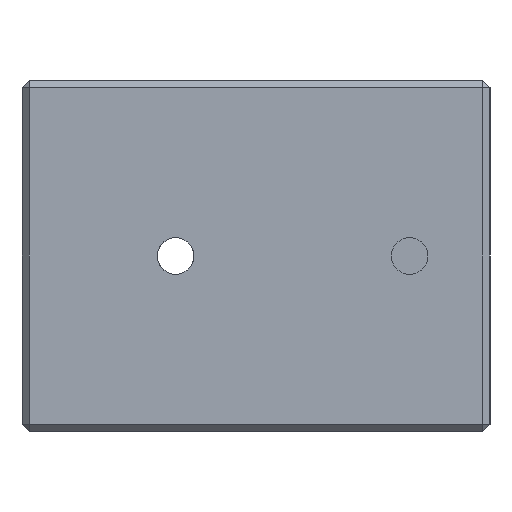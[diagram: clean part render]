
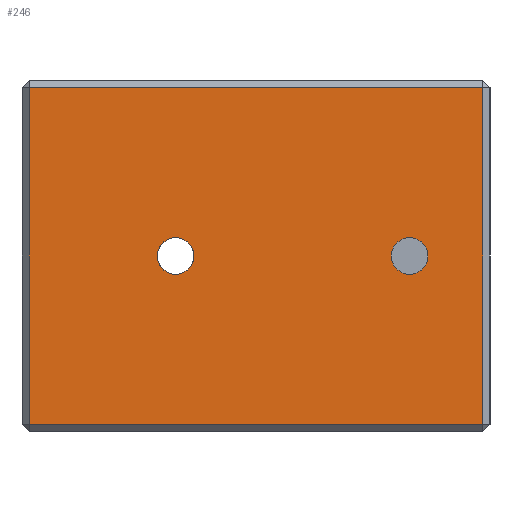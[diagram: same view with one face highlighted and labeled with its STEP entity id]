
A CAD part, left-side view. The second image highlights one B-rep face of the part: STEP entity #246.
In plain terms, the highlighted planar face has unit normal (-1, 0, 0).
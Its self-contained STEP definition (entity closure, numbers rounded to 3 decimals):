
#1 = ORIENTED_EDGE ( 'NONE', *, *, #575, .T. ) ;
#16 = CARTESIAN_POINT ( 'NONE',  ( -29.5, -23.5, 23.5 ) ) ;
#74 = AXIS2_PLACEMENT_3D ( 'NONE', #1317, #2855, #2319 ) ;
#78 = CARTESIAN_POINT ( 'NONE',  ( -29.5, -2.5, 13.25 ) ) ;
#163 = ORIENTED_EDGE ( 'NONE', *, *, #2196, .F. ) ;
#167 = CARTESIAN_POINT ( 'NONE',  ( -29.5, 3., 0. ) ) ;
#200 = DIRECTION ( 'NONE',  ( 0., 0., 1. ) ) ;
#246 = ADVANCED_FACE ( 'NONE', ( #2594, #1634, #964 ), #2665, .T. ) ;
#269 = ORIENTED_EDGE ( 'NONE', *, *, #597, .F. ) ;
#371 = AXIS2_PLACEMENT_3D ( 'NONE', #2885, #2686, #1678 ) ;
#499 = CARTESIAN_POINT ( 'NONE',  ( -29.5, -2.5, 12. ) ) ;
#529 = AXIS2_PLACEMENT_3D ( 'NONE', #499, #1473, #2153 ) ;
#531 = AXIS2_PLACEMENT_3D ( 'NONE', #2116, #2567, #1604 ) ;
#542 = DIRECTION ( 'NONE',  ( 0., 1., 0. ) ) ;
#559 = VERTEX_POINT ( 'NONE', #1696 ) ;
#575 = EDGE_CURVE ( 'NONE', #2057, #1895, #1818, .T. ) ;
#597 = EDGE_CURVE ( 'NONE', #800, #1059, #2187, .T. ) ;
#635 = EDGE_CURVE ( 'NONE', #559, #1539, #1201, .T. ) ;
#800 = VERTEX_POINT ( 'NONE', #1071 ) ;
#849 = EDGE_LOOP ( 'NONE', ( #1508, #269, #163, #2711 ) ) ;
#860 = EDGE_CURVE ( 'NONE', #1895, #2057, #2325, .T. ) ;
#882 = EDGE_CURVE ( 'NONE', #1539, #559, #952, .T. ) ;
#952 = CIRCLE ( 'NONE', #74, 1.25 ) ;
#964 = FACE_OUTER_BOUND ( 'NONE', #849, .T. ) ;
#979 = VERTEX_POINT ( 'NONE', #1705 ) ;
#1050 = VECTOR ( 'NONE', #1756, 1000. ) ;
#1059 = VERTEX_POINT ( 'NONE', #16 ) ;
#1071 = CARTESIAN_POINT ( 'NONE',  ( -29.5, 7.5, 23.5 ) ) ;
#1109 = EDGE_CURVE ( 'NONE', #1059, #979, #2007, .T. ) ;
#1116 = CARTESIAN_POINT ( 'NONE',  ( -29.5, 7.5, 0.5 ) ) ;
#1137 = DIRECTION ( 'NONE',  ( 0., 0., 1. ) ) ;
#1139 = EDGE_LOOP ( 'NONE', ( #1356, #1707 ) ) ;
#1162 = LINE ( 'NONE', #2157, #2593 ) ;
#1201 = CIRCLE ( 'NONE', #371, 1.25 ) ;
#1225 = CARTESIAN_POINT ( 'NONE',  ( -29.5, -5.236, 23.5 ) ) ;
#1317 = CARTESIAN_POINT ( 'NONE',  ( -29.5, -18.5, 12. ) ) ;
#1356 = ORIENTED_EDGE ( 'NONE', *, *, #882, .T. ) ;
#1417 = EDGE_CURVE ( 'NONE', #979, #1453, #2011, .T. ) ;
#1430 = CARTESIAN_POINT ( 'NONE',  ( -29.5, -2.5, 10.75 ) ) ;
#1453 = VERTEX_POINT ( 'NONE', #1116 ) ;
#1473 = DIRECTION ( 'NONE',  ( 1., 0., 0. ) ) ;
#1508 = ORIENTED_EDGE ( 'NONE', *, *, #1109, .F. ) ;
#1539 = VERTEX_POINT ( 'NONE', #2821 ) ;
#1604 = DIRECTION ( 'NONE',  ( 0., 0., -1. ) ) ;
#1609 = EDGE_LOOP ( 'NONE', ( #1, #1676 ) ) ;
#1634 = FACE_BOUND ( 'NONE', #1139, .T. ) ;
#1670 = VECTOR ( 'NONE', #542, 1000. ) ;
#1676 = ORIENTED_EDGE ( 'NONE', *, *, #860, .T. ) ;
#1678 = DIRECTION ( 'NONE',  ( 0., 0., -1. ) ) ;
#1696 = CARTESIAN_POINT ( 'NONE',  ( -29.5, -18.5, 13.25 ) ) ;
#1705 = CARTESIAN_POINT ( 'NONE',  ( -29.5, -23.5, 0.5 ) ) ;
#1707 = ORIENTED_EDGE ( 'NONE', *, *, #635, .T. ) ;
#1710 = DIRECTION ( 'NONE',  ( 0., -1., 0. ) ) ;
#1722 = VECTOR ( 'NONE', #1710, 1000. ) ;
#1756 = DIRECTION ( 'NONE',  ( 0., 0., -1. ) ) ;
#1818 = CIRCLE ( 'NONE', #529, 1.25 ) ;
#1895 = VERTEX_POINT ( 'NONE', #78 ) ;
#2007 = LINE ( 'NONE', #2470, #1050 ) ;
#2011 = LINE ( 'NONE', #2974, #1670 ) ;
#2057 = VERTEX_POINT ( 'NONE', #1430 ) ;
#2116 = CARTESIAN_POINT ( 'NONE',  ( -29.5, -2.5, 12. ) ) ;
#2153 = DIRECTION ( 'NONE',  ( 0., 0., -1. ) ) ;
#2157 = CARTESIAN_POINT ( 'NONE',  ( -29.5, 7.5, 6. ) ) ;
#2187 = LINE ( 'NONE', #1225, #1722 ) ;
#2196 = EDGE_CURVE ( 'NONE', #1453, #800, #1162, .T. ) ;
#2223 = AXIS2_PLACEMENT_3D ( 'NONE', #167, #2848, #200 ) ;
#2319 = DIRECTION ( 'NONE',  ( 0., 0., -1. ) ) ;
#2325 = CIRCLE ( 'NONE', #531, 1.25 ) ;
#2470 = CARTESIAN_POINT ( 'NONE',  ( -29.5, -23.5, 0. ) ) ;
#2567 = DIRECTION ( 'NONE',  ( 1., 0., 0. ) ) ;
#2593 = VECTOR ( 'NONE', #1137, 1000. ) ;
#2594 = FACE_BOUND ( 'NONE', #1609, .T. ) ;
#2665 = PLANE ( 'NONE',  #2223 ) ;
#2686 = DIRECTION ( 'NONE',  ( 1., 0., 0. ) ) ;
#2711 = ORIENTED_EDGE ( 'NONE', *, *, #1417, .F. ) ;
#2821 = CARTESIAN_POINT ( 'NONE',  ( -29.5, -18.5, 10.75 ) ) ;
#2848 = DIRECTION ( 'NONE',  ( -1., 0., 0. ) ) ;
#2855 = DIRECTION ( 'NONE',  ( 1., 0., 0. ) ) ;
#2885 = CARTESIAN_POINT ( 'NONE',  ( -29.5, -18.5, 12. ) ) ;
#2974 = CARTESIAN_POINT ( 'NONE',  ( -29.5, -5.236, 0.5 ) ) ;
